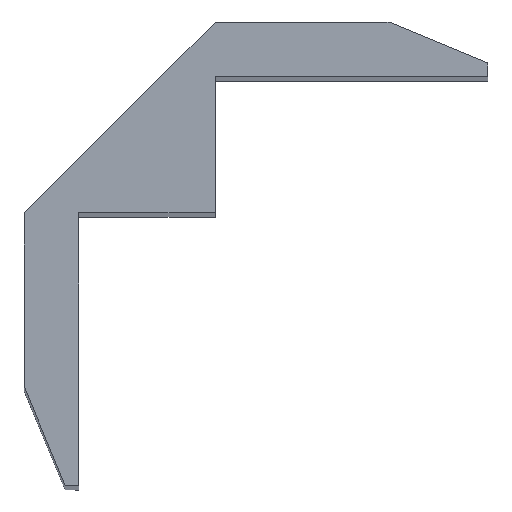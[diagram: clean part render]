
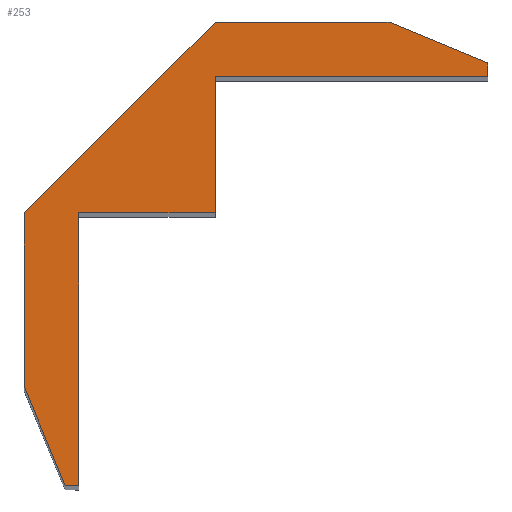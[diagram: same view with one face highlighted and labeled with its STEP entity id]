
A CAD part, top view. The second image highlights one B-rep face of the part: STEP entity #253.
In plain terms, the highlighted planar face has unit normal (0, 0, 1).
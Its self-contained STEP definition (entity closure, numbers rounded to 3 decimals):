
#27=FACE_OUTER_BOUND('',#40,.T.);
#40=EDGE_LOOP('',(#217,#218,#219,#220,#221,#222,#223,#224,#225,#226,#227));
#41=LINE('',#346,#74);
#45=LINE('',#354,#78);
#48=LINE('',#360,#81);
#51=LINE('',#366,#84);
#54=LINE('',#372,#87);
#57=LINE('',#378,#90);
#60=LINE('',#384,#93);
#63=LINE('',#390,#96);
#66=LINE('',#396,#99);
#69=LINE('',#402,#102);
#72=LINE('',#407,#105);
#74=VECTOR('',#285,10.);
#78=VECTOR('',#291,10.);
#81=VECTOR('',#296,10.);
#84=VECTOR('',#301,10.);
#87=VECTOR('',#306,10.);
#90=VECTOR('',#311,10.);
#93=VECTOR('',#316,10.);
#96=VECTOR('',#321,10.);
#99=VECTOR('',#326,10.);
#102=VECTOR('',#331,10.);
#105=VECTOR('',#336,10.);
#107=VERTEX_POINT('',#344);
#108=VERTEX_POINT('',#345);
#111=VERTEX_POINT('',#353);
#113=VERTEX_POINT('',#359);
#115=VERTEX_POINT('',#365);
#117=VERTEX_POINT('',#371);
#119=VERTEX_POINT('',#377);
#121=VERTEX_POINT('',#383);
#123=VERTEX_POINT('',#389);
#125=VERTEX_POINT('',#395);
#127=VERTEX_POINT('',#401);
#129=EDGE_CURVE('',#107,#108,#41,.T.);
#133=EDGE_CURVE('',#111,#108,#45,.T.);
#136=EDGE_CURVE('',#111,#113,#48,.T.);
#139=EDGE_CURVE('',#115,#113,#51,.T.);
#142=EDGE_CURVE('',#115,#117,#54,.T.);
#145=EDGE_CURVE('',#119,#117,#57,.T.);
#148=EDGE_CURVE('',#119,#121,#60,.T.);
#151=EDGE_CURVE('',#123,#121,#63,.T.);
#154=EDGE_CURVE('',#125,#123,#66,.T.);
#157=EDGE_CURVE('',#127,#125,#69,.T.);
#160=EDGE_CURVE('',#107,#127,#72,.T.);
#217=ORIENTED_EDGE('',*,*,#160,.F.);
#218=ORIENTED_EDGE('',*,*,#129,.T.);
#219=ORIENTED_EDGE('',*,*,#133,.F.);
#220=ORIENTED_EDGE('',*,*,#136,.T.);
#221=ORIENTED_EDGE('',*,*,#139,.F.);
#222=ORIENTED_EDGE('',*,*,#142,.T.);
#223=ORIENTED_EDGE('',*,*,#145,.F.);
#224=ORIENTED_EDGE('',*,*,#148,.T.);
#225=ORIENTED_EDGE('',*,*,#151,.F.);
#226=ORIENTED_EDGE('',*,*,#154,.F.);
#227=ORIENTED_EDGE('',*,*,#157,.F.);
#240=PLANE('',#280);
#253=ADVANCED_FACE('',(#27),#240,.T.);
#280=AXIS2_PLACEMENT_3D('',#410,#340,#341);
#285=DIRECTION('',(0.,1.,0.));
#291=DIRECTION('',(0.924,-0.383,0.));
#296=DIRECTION('',(-1.,0.,0.));
#301=DIRECTION('',(0.707,0.707,0.));
#306=DIRECTION('',(0.,-1.,0.));
#311=DIRECTION('',(-0.383,0.924,0.));
#316=DIRECTION('',(1.,0.,0.));
#321=DIRECTION('',(0.,-1.,0.));
#326=DIRECTION('',(-1.,0.,0.));
#331=DIRECTION('',(0.,-1.,0.));
#336=DIRECTION('',(-1.,0.,0.));
#340=DIRECTION('center_axis',(0.,0.,
1.));
#341=DIRECTION('ref_axis',(0.,1.,0.));
#344=CARTESIAN_POINT('',(-121.164,301.975,20.934));
#345=CARTESIAN_POINT('',(-121.164,302.475,20.934));
#346=CARTESIAN_POINT('',(-121.164,286.975,20.934));
#353=CARTESIAN_POINT('',(-124.785,303.975,20.934));
#354=CARTESIAN_POINT('',(-123.554,303.465,20.934));
#359=CARTESIAN_POINT('',(-131.164,303.975,20.934));
#360=CARTESIAN_POINT('',(-121.164,303.975,20.934));
#365=CARTESIAN_POINT('',(-138.164,296.975,20.934));
#366=CARTESIAN_POINT('',(-136.414,298.725,20.934));
#371=CARTESIAN_POINT('',(-138.164,290.596,20.934));
#372=CARTESIAN_POINT('',(-138.164,303.975,20.934));
#377=CARTESIAN_POINT('',(-136.664,286.975,20.934));
#378=CARTESIAN_POINT('',(-137.654,289.365,20.934));
#383=CARTESIAN_POINT('',(-136.164,286.975,20.934));
#384=CARTESIAN_POINT('',(-138.164,286.975,20.934));
#389=CARTESIAN_POINT('',(-136.164,296.975,20.934));
#390=CARTESIAN_POINT('',(-136.164,291.225,20.934));
#395=CARTESIAN_POINT('',(-131.164,296.975,20.934));
#396=CARTESIAN_POINT('',(-131.664,296.975,20.934));
#401=CARTESIAN_POINT('',(-131.164,301.975,20.934));
#402=CARTESIAN_POINT('',(-131.164,297.475,20.934));
#407=CARTESIAN_POINT('',(-125.414,301.975,20.934));
#410=CARTESIAN_POINT('Origin',(-129.664,295.475,20.934));
